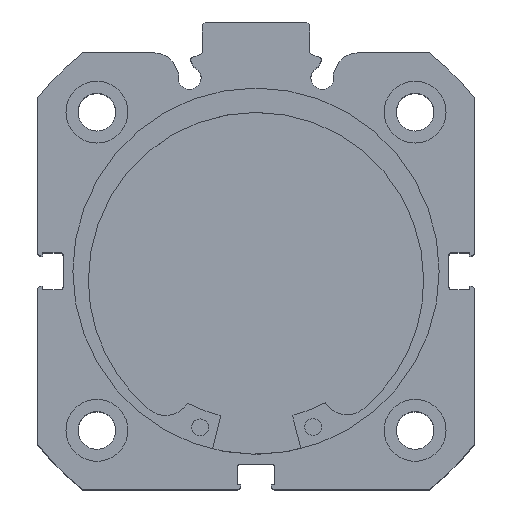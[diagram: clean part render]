
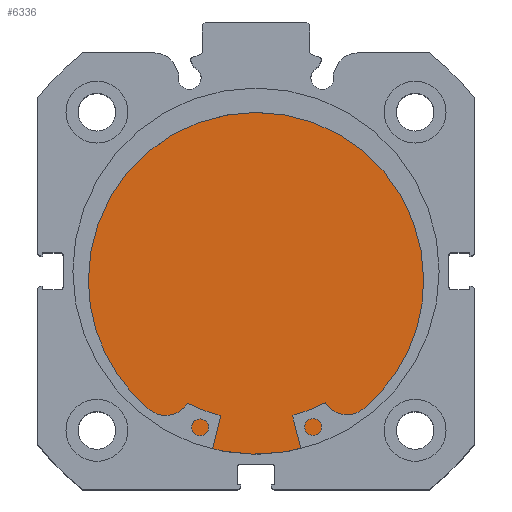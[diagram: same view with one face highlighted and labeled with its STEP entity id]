
A CAD part, top view. The second image highlights one B-rep face of the part: STEP entity #6336.
In plain terms, the highlighted face is planar.
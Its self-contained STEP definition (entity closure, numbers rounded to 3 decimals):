
#425 = AXIS2_PLACEMENT_3D ( 'NONE', #5948, #5972, #5973 ) ;
#1261 = EDGE_LOOP ( 'NONE', ( #5217, #5355 ) ) ;
#1460 = AXIS2_PLACEMENT_3D ( 'NONE', #2093, #2055, #2056 ) ;
#1482 = AXIS2_PLACEMENT_3D ( 'NONE', #2267, #2291, #2290 ) ;
#1486 = EDGE_CURVE ( 'NONE', #2530, #2379, #5380, .T. ) ;
#1542 = EDGE_CURVE ( 'NONE', #2379, #2530, #5459, .T. ) ;
#2055 = DIRECTION ( 'NONE',  ( -1., 0., 0. ) ) ;
#2056 = DIRECTION ( 'NONE',  ( 0., 0., 1. ) ) ;
#2093 = CARTESIAN_POINT ( 'NONE',  ( 9.5, 0., 0. ) ) ;
#2267 = CARTESIAN_POINT ( 'NONE',  ( 9.5, 0., 0. ) ) ;
#2290 = DIRECTION ( 'NONE',  ( 0., 0., 1. ) ) ;
#2291 = DIRECTION ( 'NONE',  ( -1., 0., 0. ) ) ;
#2379 = VERTEX_POINT ( 'NONE', #3774 ) ;
#2530 = VERTEX_POINT ( 'NONE', #3924 ) ;
#3272 = FACE_OUTER_BOUND ( 'NONE', #1261, .T. ) ;
#3774 = CARTESIAN_POINT ( 'NONE',  ( 9.5, 0., -32.5 ) ) ;
#3924 = CARTESIAN_POINT ( 'NONE',  ( 9.5, 0., 32.5 ) ) ;
#5217 = ORIENTED_EDGE ( 'NONE', *, *, #1486, .F. ) ;
#5355 = ORIENTED_EDGE ( 'NONE', *, *, #1542, .F. ) ;
#5380 = CIRCLE ( 'NONE', #1482, 32.5 ) ;
#5459 = CIRCLE ( 'NONE', #1460, 32.5 ) ;
#5948 = CARTESIAN_POINT ( 'NONE',  ( 9.5, 32.5, 0. ) ) ;
#5965 = PLANE ( 'NONE',  #425 ) ;
#5972 = DIRECTION ( 'NONE',  ( -1., 0., 0. ) ) ;
#5973 = DIRECTION ( 'NONE',  ( 0., 0., 1. ) ) ;
#6336 = ADVANCED_FACE ( 'NONE', ( #3272 ), #5965, .F. ) ;
